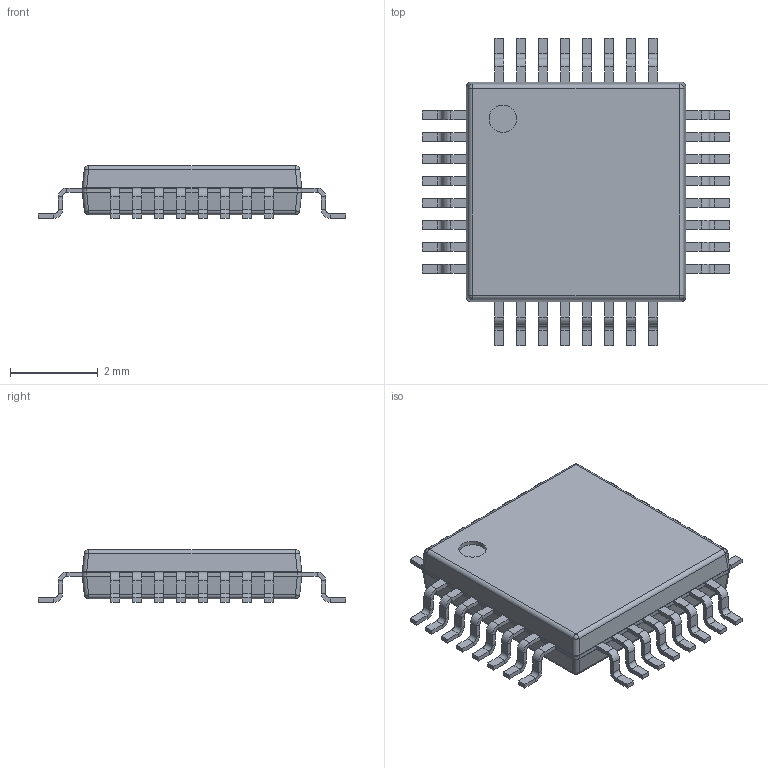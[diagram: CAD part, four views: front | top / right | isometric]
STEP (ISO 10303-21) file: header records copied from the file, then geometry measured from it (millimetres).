
FILE_DESCRIPTION(('Open CASCADE Model'),'2;1');
FILE_NAME('Open CASCADE Shape Model','2025-02-11T01:50:36',('Author'),( 'Open CASCADE'),'Open CASCADE STEP processor 7.5','Open CASCADE 7.5' ,'Unknown');
FILE_SCHEMA(('AUTOMOTIVE_DESIGN { 1 0 10303 214 1 1 1 1 }'));
Length unit declared in the file: millimetre
Products named in the file (8): PCB; Designator1; 7693817312; Open CASCADE STEP translator 7.5 4.1; Body; Open CASCADE STEP translator 7.5 4.2.1; Leader
Assembly tree (36 placements, depth 4):
  PCB
  Designator1
    7693817312
      Open CASCADE STEP translator 7.5 4.1
      Body
        Open CASCADE STEP translator 7.5 4.2.1
      Leader  x16
      Leader  x16
Bounding box: 7 x 7 x 1.2 mm (x, y, z)
Volume: 28.3 mm3; surface area: 98.5 mm2
Topology: 33 solids, 34 shells, 765 faces, 1532 edges, 827 vertices
Faces by surface type: plane 592, cylinder 157, bspline 8, sphere 8
Full cylindrical faces by diameter (mm): 0.625 x1
Entity records: 3663 total; most frequent: CARTESIAN_POINT 1285, DIRECTION 483, ORIENTED_EDGE 407, EDGE_CURVE 204, AXIS2_PLACEMENT_3D 177, LINE 129, VECTOR 129, VERTEX_POINT 107
